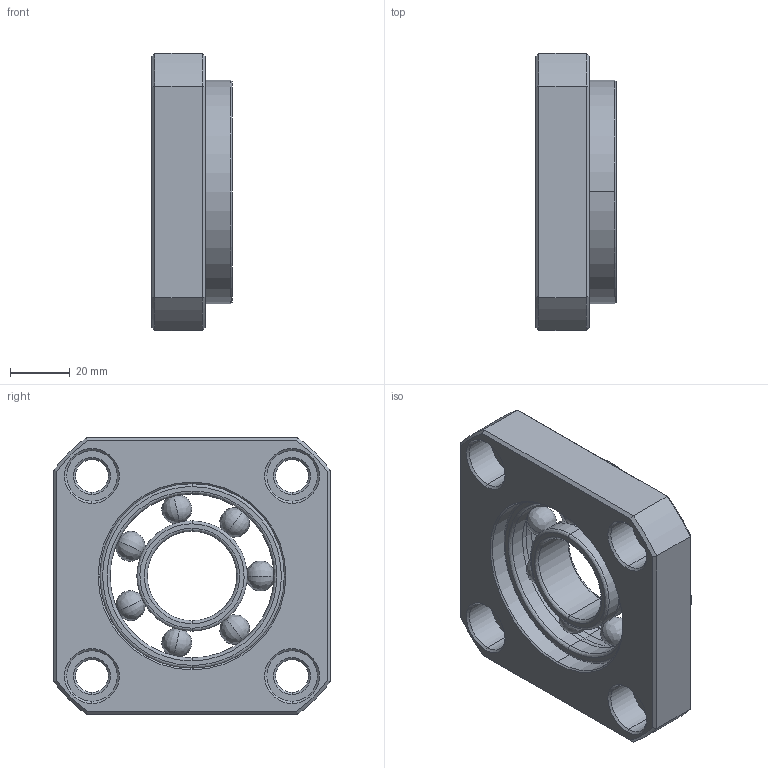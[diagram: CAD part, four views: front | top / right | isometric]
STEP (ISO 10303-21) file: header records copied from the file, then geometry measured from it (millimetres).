
FILE_DESCRIPTION (( 'STEP AP214' ), '1' );
FILE_NAME ('FFN30-Rollco.step', '2023-04-27T09:19:54', ( '' ), ( '' ), 'SwSTEP 2.0', 'SolidWorks 2010', '' );
FILE_SCHEMA (( 'AUTOMOTIVE_DESIGN' ));
Length unit declared in the file: millimetre
Products named in the file (3): FF30; FFN30_Bearing; FFN30-Rollco
Assembly tree (2 placements, depth 2):
  FFN30-Rollco
    FF30
    FFN30_Bearing
Bounding box: 27 x 93 x 93 mm (x, y, z)
Volume: 115941.2 mm3; surface area: 39225 mm2
Topology: 10 solids, 10 shells, 133 faces, 296 edges, 160 vertices
Faces by surface type: cone 38, cylinder 36, bspline 36, plane 23
Entity records: 4086 total; most frequent: CARTESIAN_POINT 1202, DIRECTION 590, ORIENTED_EDGE 536, EDGE_CURVE 268, AXIS2_PLACEMENT_3D 252, VERTEX_POINT 160, EDGE_LOOP 152, CIRCLE 150
